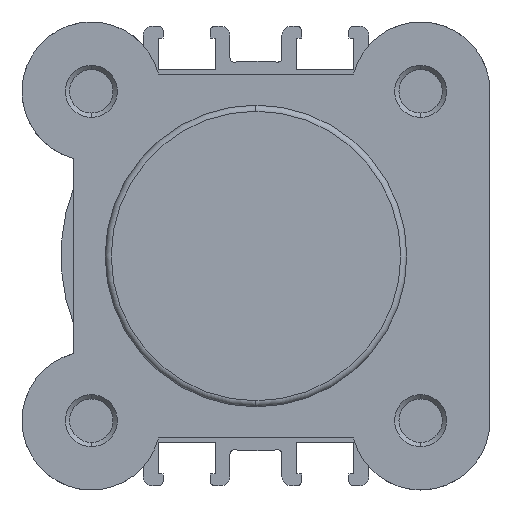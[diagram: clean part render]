
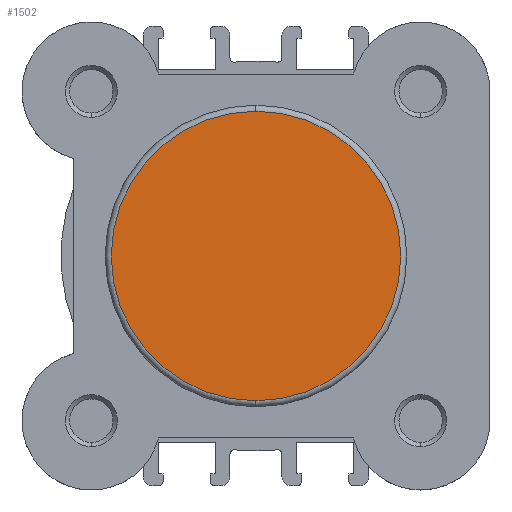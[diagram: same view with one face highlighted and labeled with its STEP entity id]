
A CAD part, left-side view. The second image highlights one B-rep face of the part: STEP entity #1502.
In plain terms, the highlighted planar face has unit normal (-1, 0, 0).
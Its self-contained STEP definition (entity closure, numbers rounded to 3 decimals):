
#265 = CARTESIAN_POINT ( 'NONE',  ( 0., 0., 0. ) ) ;
#275 = DIRECTION ( 'NONE',  ( -1., 0., 0. ) ) ;
#276 = DIRECTION ( 'NONE',  ( 0., 0., 1. ) ) ;
#895 = CARTESIAN_POINT ( 'NONE',  ( 0., 0., 16.7 ) ) ;
#899 = CARTESIAN_POINT ( 'NONE',  ( 0., 0., -16.7 ) ) ;
#1061 = CIRCLE ( 'NONE', #4918, 16.7 ) ;
#1502 = ADVANCED_FACE ( 'NONE', ( #5649 ), #3793, .T. ) ;
#2255 = ORIENTED_EDGE ( 'NONE', *, *, #3148, .T. ) ;
#2256 = ORIENTED_EDGE ( 'NONE', *, *, #2872, .T. ) ;
#2872 = EDGE_CURVE ( 'NONE', #6696, #6700, #5996, .T. ) ;
#3148 = EDGE_CURVE ( 'NONE', #6700, #6696, #1061, .T. ) ;
#3510 = AXIS2_PLACEMENT_3D ( 'NONE', #3796, #3805, #3806 ) ;
#3612 = AXIS2_PLACEMENT_3D ( 'NONE', #4347, #4348, #4349 ) ;
#3793 = PLANE ( 'NONE',  #3510 ) ;
#3796 = CARTESIAN_POINT ( 'NONE',  ( 0., -17.4, 0. ) ) ;
#3805 = DIRECTION ( 'NONE',  ( -1., 0., 0. ) ) ;
#3806 = DIRECTION ( 'NONE',  ( 0., 0., 1. ) ) ;
#4347 = CARTESIAN_POINT ( 'NONE',  ( 0., 0., 0. ) ) ;
#4348 = DIRECTION ( 'NONE',  ( -1., 0., 0. ) ) ;
#4349 = DIRECTION ( 'NONE',  ( 0., 0., 1. ) ) ;
#4865 = EDGE_LOOP ( 'NONE', ( #2256, #2255 ) ) ;
#4918 = AXIS2_PLACEMENT_3D ( 'NONE', #265, #275, #276 ) ;
#5649 = FACE_OUTER_BOUND ( 'NONE', #4865, .T. ) ;
#5996 = CIRCLE ( 'NONE', #3612, 16.7 ) ;
#6696 = VERTEX_POINT ( 'NONE', #895 ) ;
#6700 = VERTEX_POINT ( 'NONE', #899 ) ;
